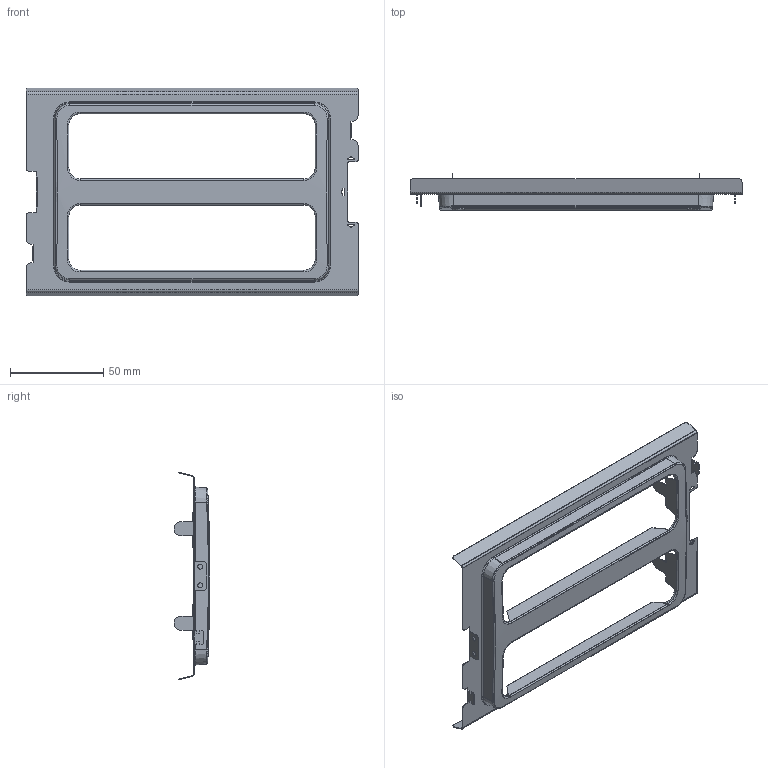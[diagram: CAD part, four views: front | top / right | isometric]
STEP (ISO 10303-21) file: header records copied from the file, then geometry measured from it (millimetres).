
FILE_DESCRIPTION((''),'2;1');
FILE_NAME('SUS-430_5','2018-12-05T',('tkl'),(''),'PRO/ENGINEER BY PARAMETRIC TECHNOLOGY CORPORATION, 2015070','PRO/ENGINEER BY PARAMETRIC TECHNOLOGY CORPORATION, 2015070','');
FILE_SCHEMA(('CONFIG_CONTROL_DESIGN'));
Length unit declared in the file: millimetre
Products named in the file (1): SUS-430_5
Bounding box: 178 x 19.29 x 111.39 mm (x, y, z)
Volume: 6859 mm3; surface area: 40653.6 mm2
Topology: 1 solids, 1 shells, 288 faces, 752 edges, 468 vertices
Faces by surface type: plane 151, cylinder 85, bspline 24, torus 20, cone 8
Entity records: 10108 total; most frequent: CARTESIAN_POINT 3044, ORIENTED_EDGE 1504, DIRECTION 1426, EDGE_CURVE 752, VECTOR 486, LINE 486, AXIS2_PLACEMENT_3D 470, VERTEX_POINT 468
